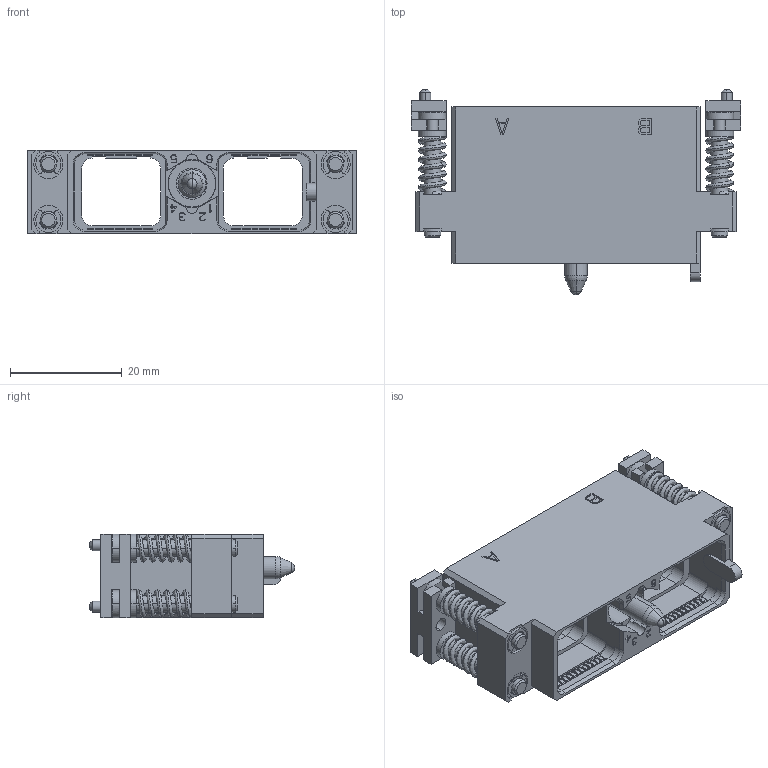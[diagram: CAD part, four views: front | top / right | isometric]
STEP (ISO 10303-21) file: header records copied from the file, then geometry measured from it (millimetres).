
FILE_DESCRIPTION((''),'2;1');
FILE_NAME('SIM2D48K','2019-09-10T',('presta_be4'),(''),'PRO/ENGINEER BY PARAMETRIC TECHNOLOGY CORPORATION, 2014310','PRO/ENGINEER BY PARAMETRIC TECHNOLOGY CORPORATION, 2014310','');
FILE_SCHEMA(('CONFIG_CONTROL_DESIGN'));
Products named in the file (1): SIM2D48K
Bounding box: 59.02 x 36.83 x 15.06 mm (x, y, z)
Volume: 8769.4 mm3; surface area: 12266.2 mm2
Topology: 1 solids, 1 shells, 1909 faces, 5516 edges, 3524 vertices
Faces by surface type: plane 1042, cylinder 585, cone 230, bspline 24, sphere 16, torus 12
Entity records: 74422 total; most frequent: CARTESIAN_POINT 23959, ORIENTED_EDGE 10644, DIRECTION 10528, EDGE_CURVE 5322, VECTOR 3694, LINE 3694, VERTEX_POINT 3524, AXIS2_PLACEMENT_3D 3417
